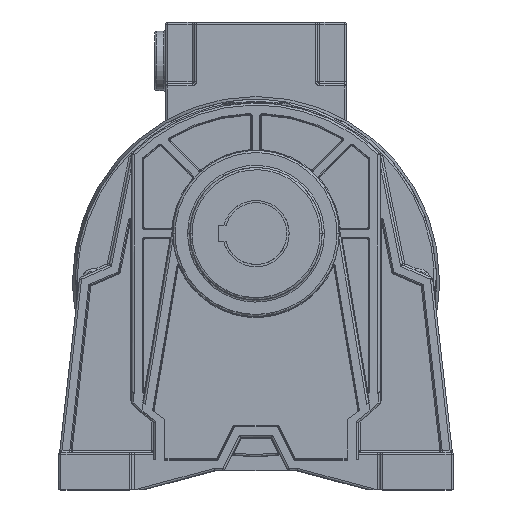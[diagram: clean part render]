
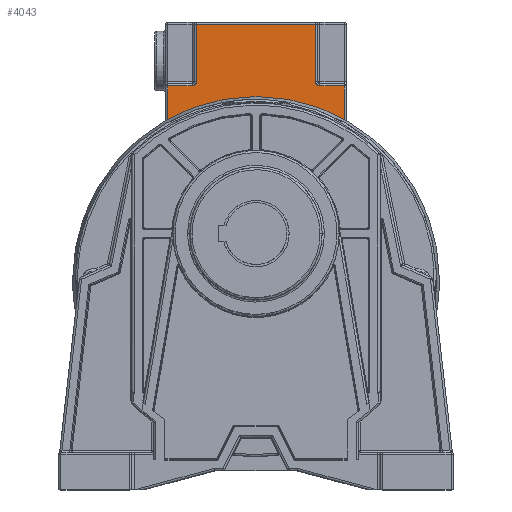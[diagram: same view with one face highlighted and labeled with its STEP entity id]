
A CAD part, top view. The second image highlights one B-rep face of the part: STEP entity #4043.
In plain terms, the highlighted face is planar.
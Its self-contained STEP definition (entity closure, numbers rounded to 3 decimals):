
#76 = DIRECTION ( 'NONE',  ( -1., 0., 0. ) ) ;
#209 = CARTESIAN_POINT ( 'NONE',  ( 149., -40., -91.7 ) ) ;
#403 = VECTOR ( 'NONE', #117145, 1000. ) ;
#981 = CARTESIAN_POINT ( 'NONE',  ( 149., 29., -115.9 ) ) ;
#1377 = EDGE_CURVE ( 'NONE', #121847, #47283, #75451, .T. ) ;
#2266 = VECTOR ( 'NONE', #121409, 1000. ) ;
#2385 = CARTESIAN_POINT ( 'NONE',  ( 149., -27., -141.9 ) ) ;
#3233 = VERTEX_POINT ( 'NONE', #118199 ) ;
#3908 = VERTEX_POINT ( 'NONE', #74125 ) ;
#4043 = ADVANCED_FACE ( 'NONE', ( #30198 ), #87846, .F. ) ;
#6575 = DIRECTION ( 'NONE',  ( 0., -1., 0. ) ) ;
#10453 = CARTESIAN_POINT ( 'NONE',  ( 149., 0., -113.9 ) ) ;
#11013 = CARTESIAN_POINT ( 'NONE',  ( 149., 0., -113.9 ) ) ;
#13708 = DIRECTION ( 'NONE',  ( 1., 0., 0. ) ) ;
#16125 = CARTESIAN_POINT ( 'NONE',  ( 149., 31., 0. ) ) ;
#17136 = AXIS2_PLACEMENT_3D ( 'NONE', #49016, #13708, #20207 ) ;
#17646 = EDGE_CURVE ( 'NONE', #49755, #112407, #78920, .T. ) ;
#17968 = EDGE_CURVE ( 'NONE', #3233, #3908, #122663, .T. ) ;
#18265 = CARTESIAN_POINT ( 'NONE',  ( 149., -27., 0. ) ) ;
#19797 = EDGE_CURVE ( 'NONE', #85922, #120070, #100760, .T. ) ;
#20207 = DIRECTION ( 'NONE',  ( 0., 1., 0. ) ) ;
#23683 = EDGE_CURVE ( 'NONE', #106855, #121847, #58075, .T. ) ;
#25175 = CARTESIAN_POINT ( 'NONE',  ( 149., 0., -92.7 ) ) ;
#25701 = ORIENTED_EDGE ( 'NONE', *, *, #123651, .T. ) ;
#26661 = CIRCLE ( 'NONE', #112743, 2. ) ;
#27108 = ORIENTED_EDGE ( 'NONE', *, *, #1377, .T. ) ;
#27744 = VERTEX_POINT ( 'NONE', #90536 ) ;
#29184 = EDGE_CURVE ( 'NONE', #112407, #96530, #34910, .T. ) ;
#30198 = FACE_OUTER_BOUND ( 'NONE', #102376, .T. ) ;
#30414 = ORIENTED_EDGE ( 'NONE', *, *, #29184, .T. ) ;
#34910 = LINE ( 'NONE', #16125, #118790 ) ;
#35897 = CARTESIAN_POINT ( 'NONE',  ( 149., -29., -113.9 ) ) ;
#36781 = ORIENTED_EDGE ( 'NONE', *, *, #113652, .T. ) ;
#40861 = CARTESIAN_POINT ( 'NONE',  ( 149., 29., -113.9 ) ) ;
#44587 = DIRECTION ( 'NONE',  ( 0., 1., 0. ) ) ;
#47283 = VERTEX_POINT ( 'NONE', #58536 ) ;
#48379 = VECTOR ( 'NONE', #77509, 1000. ) ;
#49016 = CARTESIAN_POINT ( 'NONE',  ( 149., 0., 0. ) ) ;
#49755 = VERTEX_POINT ( 'NONE', #84621 ) ;
#50614 = VECTOR ( 'NONE', #113707, 1000. ) ;
#51100 = AXIS2_PLACEMENT_3D ( 'NONE', #95376, #76, #106639 ) ;
#51942 = EDGE_CURVE ( 'NONE', #58095, #117441, #101625, .T. ) ;
#53151 = CARTESIAN_POINT ( 'NONE',  ( 149., 27., 0. ) ) ;
#53689 = ORIENTED_EDGE ( 'NONE', *, *, #23683, .T. ) ;
#54358 = DIRECTION ( 'NONE',  ( 0., 0., -1. ) ) ;
#55818 = EDGE_CURVE ( 'NONE', #96530, #3233, #111018, .T. ) ;
#56880 = CARTESIAN_POINT ( 'NONE',  ( 149., -31., 0. ) ) ;
#57140 = ORIENTED_EDGE ( 'NONE', *, *, #19797, .T. ) ;
#57483 = LINE ( 'NONE', #10453, #48379 ) ;
#58075 = LINE ( 'NONE', #11013, #94081 ) ;
#58095 = VERTEX_POINT ( 'NONE', #2385 ) ;
#58343 = VECTOR ( 'NONE', #93454, 1000. ) ;
#58536 = CARTESIAN_POINT ( 'NONE',  ( 149., -40., -92.7 ) ) ;
#60846 = VECTOR ( 'NONE', #44587, 1000. ) ;
#64239 = LINE ( 'NONE', #101849, #123320 ) ;
#69314 = VERTEX_POINT ( 'NONE', #40861 ) ;
#72237 = VECTOR ( 'NONE', #74893, 1000. ) ;
#74125 = CARTESIAN_POINT ( 'NONE',  ( 149., 40., -113.9 ) ) ;
#74437 = DIRECTION ( 'NONE',  ( 0., 0., -1. ) ) ;
#74893 = DIRECTION ( 'NONE',  ( 0., 1., 0. ) ) ;
#75035 = CIRCLE ( 'NONE', #51100, 2. ) ;
#75451 = LINE ( 'NONE', #209, #50614 ) ;
#76609 = CARTESIAN_POINT ( 'NONE',  ( 149., -27., -115.9 ) ) ;
#76874 = EDGE_CURVE ( 'NONE', #85922, #69314, #26661, .T. ) ;
#77509 = DIRECTION ( 'NONE',  ( 0., -1., 0. ) ) ;
#78534 = VECTOR ( 'NONE', #74437, 1000. ) ;
#78920 = LINE ( 'NONE', #98978, #403 ) ;
#79651 = EDGE_CURVE ( 'NONE', #106855, #117441, #75035, .T. ) ;
#84621 = CARTESIAN_POINT ( 'NONE',  ( 149., -31., -84.7 ) ) ;
#85922 = VERTEX_POINT ( 'NONE', #118808 ) ;
#87846 = PLANE ( 'NONE',  #17136 ) ;
#89348 = EDGE_CURVE ( 'NONE', #120070, #58095, #64239, .T. ) ;
#89646 = CARTESIAN_POINT ( 'NONE',  ( 149., 31., -84.7 ) ) ;
#90536 = CARTESIAN_POINT ( 'NONE',  ( 149., -31., -92.7 ) ) ;
#90808 = ORIENTED_EDGE ( 'NONE', *, *, #55818, .T. ) ;
#91339 = DIRECTION ( 'NONE',  ( 0., 0., -1. ) ) ;
#93454 = DIRECTION ( 'NONE',  ( 0., 0., 1. ) ) ;
#94081 = VECTOR ( 'NONE', #116941, 1000. ) ;
#95253 = ORIENTED_EDGE ( 'NONE', *, *, #51942, .T. ) ;
#95376 = CARTESIAN_POINT ( 'NONE',  ( 149., -29., -115.9 ) ) ;
#95550 = LINE ( 'NONE', #122504, #72237 ) ;
#96530 = VERTEX_POINT ( 'NONE', #116957 ) ;
#98978 = CARTESIAN_POINT ( 'NONE',  ( 149., 0., -84.7 ) ) ;
#99105 = ORIENTED_EDGE ( 'NONE', *, *, #17646, .T. ) ;
#100199 = ORIENTED_EDGE ( 'NONE', *, *, #89348, .T. ) ;
#100760 = LINE ( 'NONE', #53151, #107830 ) ;
#100864 = CARTESIAN_POINT ( 'NONE',  ( 149., 27., -141.9 ) ) ;
#101625 = LINE ( 'NONE', #18265, #58343 ) ;
#101849 = CARTESIAN_POINT ( 'NONE',  ( 149., -28., -141.9 ) ) ;
#102376 = EDGE_LOOP ( 'NONE', ( #30414, #90808, #108228, #36781, #109714, #57140, #100199, #95253, #111994, #53689, #27108, #25701, #122507, #99105 ) ) ;
#105685 = DIRECTION ( 'NONE',  ( -1., 0., 0. ) ) ;
#106639 = DIRECTION ( 'NONE',  ( 0., 0., -1. ) ) ;
#106855 = VERTEX_POINT ( 'NONE', #35897 ) ;
#107830 = VECTOR ( 'NONE', #91339, 1000. ) ;
#108228 = ORIENTED_EDGE ( 'NONE', *, *, #17968, .T. ) ;
#109714 = ORIENTED_EDGE ( 'NONE', *, *, #76874, .F. ) ;
#111018 = LINE ( 'NONE', #25175, #60846 ) ;
#111994 = ORIENTED_EDGE ( 'NONE', *, *, #79651, .F. ) ;
#112407 = VERTEX_POINT ( 'NONE', #89646 ) ;
#112681 = LINE ( 'NONE', #56880, #2266 ) ;
#112743 = AXIS2_PLACEMENT_3D ( 'NONE', #981, #105685, #114497 ) ;
#113529 = EDGE_CURVE ( 'NONE', #27744, #49755, #112681, .T. ) ;
#113652 = EDGE_CURVE ( 'NONE', #3908, #69314, #57483, .T. ) ;
#113707 = DIRECTION ( 'NONE',  ( 0., 0., 1. ) ) ;
#114497 = DIRECTION ( 'NONE',  ( 0., 0., -1. ) ) ;
#116941 = DIRECTION ( 'NONE',  ( 0., -1., 0. ) ) ;
#116957 = CARTESIAN_POINT ( 'NONE',  ( 149., 31., -92.7 ) ) ;
#117145 = DIRECTION ( 'NONE',  ( 0., 1., 0. ) ) ;
#117441 = VERTEX_POINT ( 'NONE', #76609 ) ;
#118199 = CARTESIAN_POINT ( 'NONE',  ( 149., 40., -92.7 ) ) ;
#118790 = VECTOR ( 'NONE', #54358, 1000. ) ;
#118808 = CARTESIAN_POINT ( 'NONE',  ( 149., 27., -115.9 ) ) ;
#119973 = CARTESIAN_POINT ( 'NONE',  ( 149., -40., -113.9 ) ) ;
#120070 = VERTEX_POINT ( 'NONE', #100864 ) ;
#121409 = DIRECTION ( 'NONE',  ( 0., 0., 1. ) ) ;
#121847 = VERTEX_POINT ( 'NONE', #119973 ) ;
#122047 = CARTESIAN_POINT ( 'NONE',  ( 149., 40., -114.9 ) ) ;
#122504 = CARTESIAN_POINT ( 'NONE',  ( 149., 0., -92.7 ) ) ;
#122507 = ORIENTED_EDGE ( 'NONE', *, *, #113529, .T. ) ;
#122663 = LINE ( 'NONE', #122047, #78534 ) ;
#123320 = VECTOR ( 'NONE', #6575, 1000. ) ;
#123651 = EDGE_CURVE ( 'NONE', #47283, #27744, #95550, .T. ) ;
